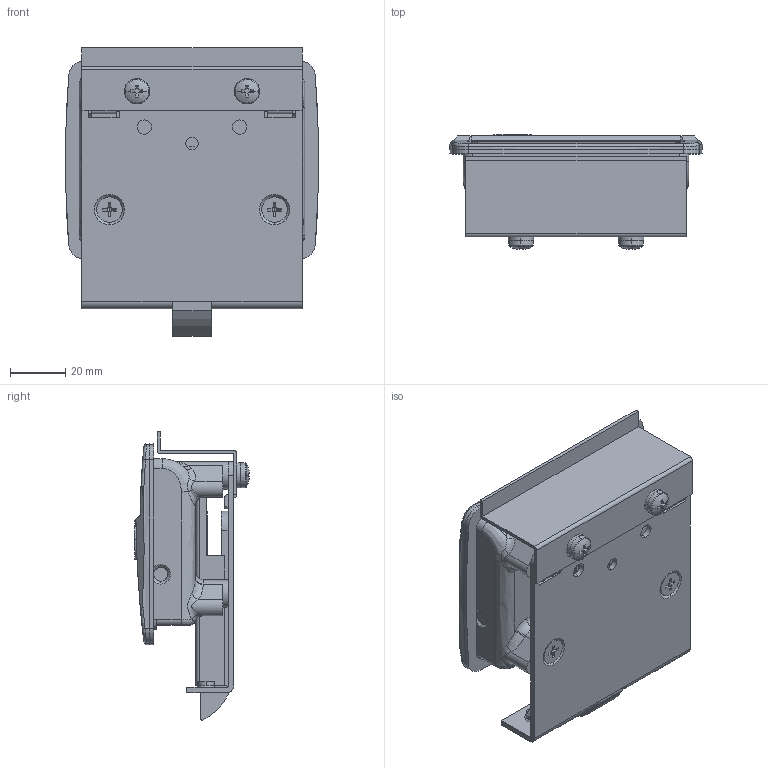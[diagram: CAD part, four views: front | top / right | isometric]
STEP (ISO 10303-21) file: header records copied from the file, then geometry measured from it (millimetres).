
FILE_DESCRIPTION (( 'STEP AP203' ), '1' );
FILE_NAME ('sone3D.STEP', '2014-01-27T05:09:13', ( '' ), ( '' ), 'SwSTEP 2.0', 'SolidWorks 2012', '' );
FILE_SCHEMA (( 'CONFIG_CONTROL_DESIGN' ));
Length unit declared in the file: millimetre
Products named in the file (11): A-151R-2-1僴儞僪儖_; A-151R-2-1連動タイプ用ラッチ_; A-151R-2-1本体_; A-151R-2-1僈僀僪僾儗乕僩_; sone3D; A-151R-2-1十字穴付なべねじM5(SW付)__M5 x 10; A-151R-2-1ƒnƒ“ƒhƒ‹ƒVƒƒƒtƒg_; A-151R-2-1僷僢僉儞_; A-151R-2-1押え板_; A-151R-2-1十字穴付皿ねじM5__M5×8; A-151R-2-1_ローターキャップ_
Assembly tree (14 placements, depth 2):
  sone3D
    A-151R-2-1僈僀僪僾儗乕僩_
    A-151R-2-1本体_
    A-151R-2-1連動タイプ用ラッチ_
    A-151R-2-1僴儞僪儖_
    A-151R-2-1_ローターキャップ_
    A-151R-2-1十字穴付皿ねじM5__M5×8  x4
    A-151R-2-1押え板_
    A-151R-2-1僷僢僉儞_
    A-151R-2-1ƒnƒ“ƒhƒ‹ƒVƒƒƒtƒg_
    A-151R-2-1十字穴付なべねじM5(SW付)__M5 x 10  x2
Bounding box: 91.98 x 41.77 x 104.8 mm (x, y, z)
Volume: 80407 mm3; surface area: 75578.1 mm2
Topology: 14 solids, 14 shells, 692 faces, 1778 edges, 1118 vertices
Faces by surface type: plane 299, cylinder 233, bspline 61, cone 56, torus 37, sphere 6
Entity records: 22837 total; most frequent: CARTESIAN_POINT 7850, ORIENTED_EDGE 2936, DIRECTION 2818, EDGE_CURVE 1468, AXIS2_PLACEMENT_3D 1058, VERTEX_POINT 933, VECTOR 702, LINE 702
